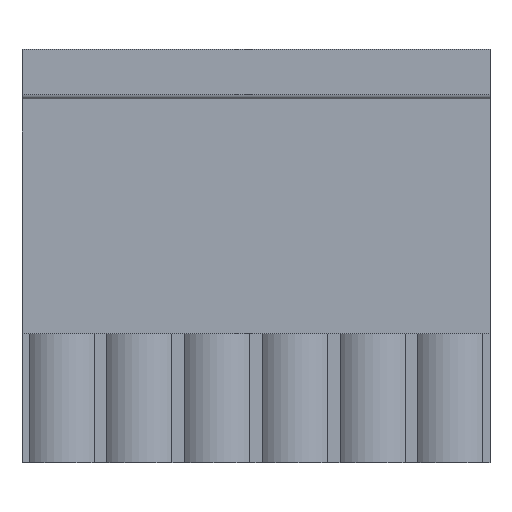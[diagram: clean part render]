
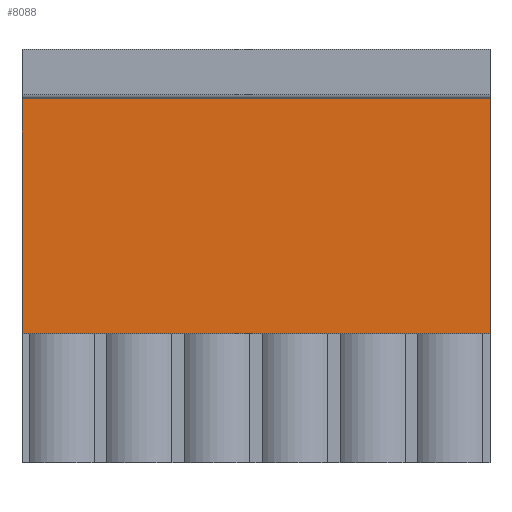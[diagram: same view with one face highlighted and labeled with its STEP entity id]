
A CAD part, top view. The second image highlights one B-rep face of the part: STEP entity #8088.
In plain terms, the highlighted planar face has unit normal (0, 0, 1).
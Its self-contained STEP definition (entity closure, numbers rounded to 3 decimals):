
#118=DIRECTION('',(0.,-1.,0.));
#119=VECTOR('',#118,15.1);
#120=CARTESIAN_POINT('',(0.,9.44,6.96));
#121=LINE('',#120,#119);
#188=DIRECTION('',(1.,0.,0.));
#189=VECTOR('',#188,30.1);
#190=CARTESIAN_POINT('',(0.,-5.66,6.96));
#191=LINE('',#190,#189);
#196=DIRECTION('',(0.,-1.,0.));
#197=VECTOR('',#196,15.1);
#198=CARTESIAN_POINT('',(30.1,9.44,6.96));
#199=LINE('',#198,#197);
#2499=DIRECTION('',(1.,0.,0.));
#2500=VECTOR('',#2499,30.1);
#2501=CARTESIAN_POINT('',(0.,9.44,6.96));
#2502=LINE('',#2501,#2500);
#4095=CARTESIAN_POINT('',(0.,9.44,6.96));
#4096=VERTEX_POINT('',#4095);
#4097=CARTESIAN_POINT('',(0.,-5.66,6.96));
#4098=VERTEX_POINT('',#4097);
#4151=CARTESIAN_POINT('',(30.1,9.44,6.96));
#4152=VERTEX_POINT('',#4151);
#4153=CARTESIAN_POINT('',(30.1,-5.66,6.96));
#4154=VERTEX_POINT('',#4153);
#8077=CARTESIAN_POINT('',(0.,9.44,6.96));
#8078=DIRECTION('',(0.,0.,1.));
#8079=DIRECTION('',(0.,-1.,0.));
#8080=AXIS2_PLACEMENT_3D('',#8077,#8078,#8079);
#8081=PLANE('',#8080);
#8082=ORIENTED_EDGE('',*,*,#5424,.F.);
#8083=ORIENTED_EDGE('',*,*,#8072,.T.);
#8084=ORIENTED_EDGE('',*,*,#5492,.T.);
#8085=ORIENTED_EDGE('',*,*,#5479,.F.);
#8086=EDGE_LOOP('',(#8082,#8083,#8084,#8085));
#8087=FACE_OUTER_BOUND('',#8086,.F.);
#8088=ADVANCED_FACE('',(#8087),#8081,.T.);
#5424=EDGE_CURVE('',#4096,#4098,#121,.T.);
#5479=EDGE_CURVE('',#4098,#4154,#191,.T.);
#5492=EDGE_CURVE('',#4152,#4154,#199,.T.);
#8072=EDGE_CURVE('',#4096,#4152,#2502,.T.);
